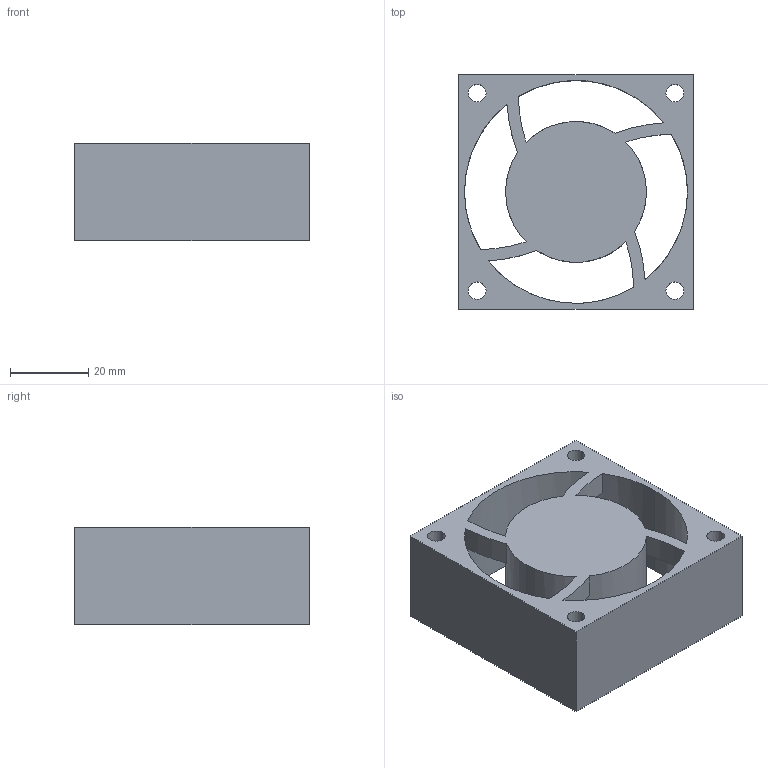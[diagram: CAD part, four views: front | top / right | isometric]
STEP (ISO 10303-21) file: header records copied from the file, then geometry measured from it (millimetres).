
FILE_DESCRIPTION (( 'STEP AP203' ), '1' );
FILE_NAME ('ƒtƒ@ƒ“.STEP', '2019-04-22T09:31:13', ( '' ), ( '' ), 'SwSTEP 2.0', 'SolidWorks 2018', '' );
FILE_SCHEMA (( 'CONFIG_CONTROL_DESIGN' ));
Length unit declared in the file: millimetre
Products named in the file (1): ファン
Bounding box: 60 x 60 x 25 mm (x, y, z)
Volume: 49602.7 mm3; surface area: 19136.9 mm2
Topology: 1 solids, 1 shells, 33 faces, 100 edges, 66 vertices
Faces by surface type: cylinder 20, plane 11, torus 2
Entity records: 1267 total; most frequent: DIRECTION 228, CARTESIAN_POINT 200, ORIENTED_EDGE 200, EDGE_CURVE 100, AXIS2_PLACEMENT_3D 94, VERTEX_POINT 66, CIRCLE 60, EDGE_LOOP 46
